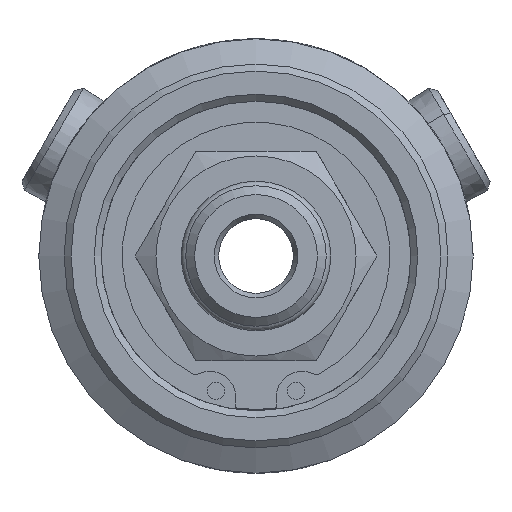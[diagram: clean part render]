
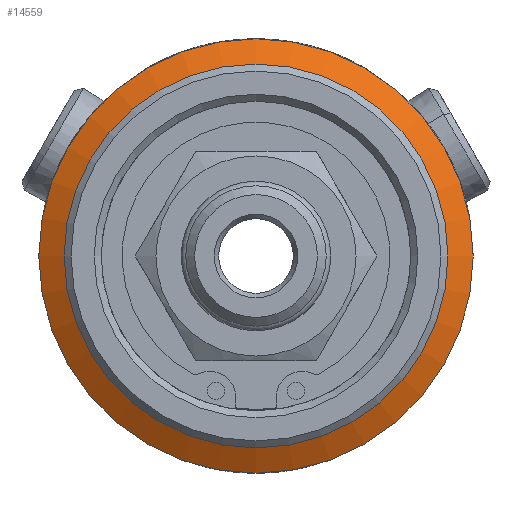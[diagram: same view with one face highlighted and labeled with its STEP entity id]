
A CAD part, left-side view. The second image highlights one B-rep face of the part: STEP entity #14559.
In plain terms, the highlighted conical face has half-angle 60 degrees and reference radius 23.312 mm.
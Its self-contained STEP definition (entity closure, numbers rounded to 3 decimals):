
#12362=CARTESIAN_POINT('',(69.837,24.75,0.0));
#12363=VERTEX_POINT('',#12362);
#12364=CARTESIAN_POINT('',(69.837,0.,0.0));
#12365=DIRECTION('',(1.0,0.0,0.0));
#12366=DIRECTION('',(0.0,1.0,0.0));
#12367=AXIS2_PLACEMENT_3D('',#12364,#12365,#12366);
#12368=CIRCLE('',#12367,24.75);
#12369=EDGE_CURVE('',#12363,#12363,#12368,.T.);
#14540=CARTESIAN_POINT('',(69.007,0.,0.0));
#14541=DIRECTION('',(1.0,0.,0.0));
#14542=DIRECTION('',(0.0,1.0,0.0));
#14543=AXIS2_PLACEMENT_3D('',#14540,#14541,#14542);
#14544=CONICAL_SURFACE('',#14543,23.312,60.);
#14545=ORIENTED_EDGE('',*,*,#12369,.F.);
#14546=EDGE_LOOP('',(#14545));
#14547=FACE_OUTER_BOUND('',#14546,.T.);
#14548=CARTESIAN_POINT('',(68.177,21.874,0.0));
#14549=VERTEX_POINT('',#14548);
#14550=CARTESIAN_POINT('',(68.177,0.,0.0));
#14551=DIRECTION('',(1.0,0.0,0.0));
#14552=DIRECTION('',(0.0,1.0,0.0));
#14553=AXIS2_PLACEMENT_3D('',#14550,#14551,#14552);
#14554=CIRCLE('',#14553,21.874);
#14555=EDGE_CURVE('',#14549,#14549,#14554,.T.);
#14556=ORIENTED_EDGE('',*,*,#14555,.T.);
#14557=EDGE_LOOP('',(#14556));
#14558=FACE_BOUND('',#14557,.T.);
#14559=ADVANCED_FACE('',(#14547,#14558),#14544,.T.);
